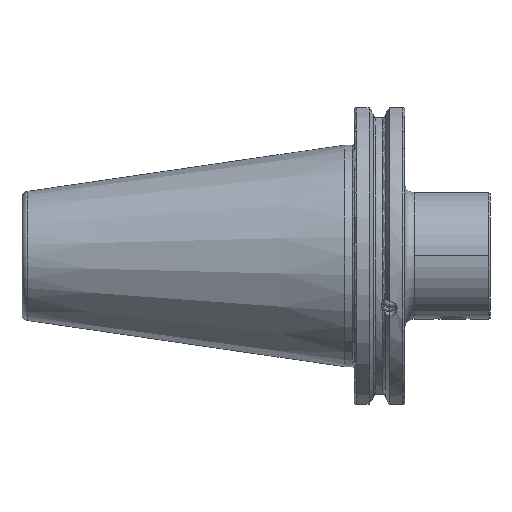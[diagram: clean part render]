
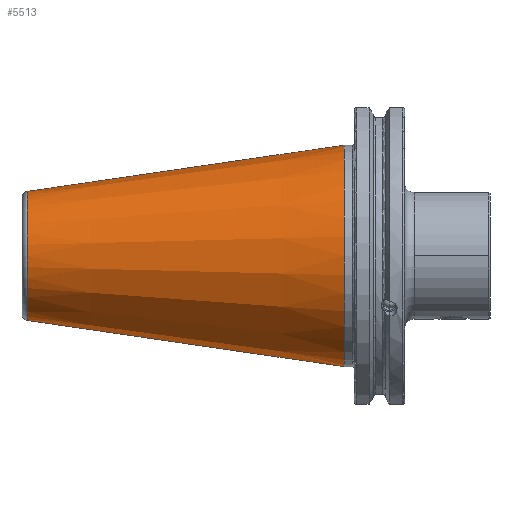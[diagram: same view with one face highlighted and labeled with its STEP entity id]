
A CAD part, front view. The second image highlights one B-rep face of the part: STEP entity #5513.
In plain terms, the highlighted conical face has half-angle 8.297 degrees and reference radius 34.925 mm.
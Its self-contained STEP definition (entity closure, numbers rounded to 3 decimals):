
#287 = EDGE_CURVE ( 'NONE', #2758, #7612, #4269, .T. ) ;
#742 = CARTESIAN_POINT ( 'NONE',  ( 0., 0., 34.925 ) ) ;
#1218 = CIRCLE ( 'NONE', #7577, 34.925 ) ;
#1775 = CARTESIAN_POINT ( 'NONE',  ( -99.889, 0., -20.358 ) ) ;
#1818 = FACE_OUTER_BOUND ( 'NONE', #7693, .T. ) ;
#1901 = ORIENTED_EDGE ( 'NONE', *, *, #4377, .T. ) ;
#1912 = LINE ( 'NONE', #742, #2008 ) ;
#2008 = VECTOR ( 'NONE', #5456, 1000. ) ;
#2509 = DIRECTION ( 'NONE',  ( 1., 0., 0. ) ) ;
#2579 = DIRECTION ( 'NONE',  ( -1., 0., 0. ) ) ;
#2745 = AXIS2_PLACEMENT_3D ( 'NONE', #4020, #2579, #6790 ) ;
#2750 = ORIENTED_EDGE ( 'NONE', *, *, #287, .T. ) ;
#2758 = VERTEX_POINT ( 'NONE', #1775 ) ;
#2992 = CIRCLE ( 'NONE', #2745, 20.358 ) ;
#3159 = AXIS2_PLACEMENT_3D ( 'NONE', #6159, #2509, #3196 ) ;
#3196 = DIRECTION ( 'NONE',  ( 0., 0., -1. ) ) ;
#3384 = EDGE_CURVE ( 'NONE', #2758, #5035, #2992, .T. ) ;
#3576 = DIRECTION ( 'NONE',  ( 0.99, 0., -0.144 ) ) ;
#3885 = CARTESIAN_POINT ( 'NONE',  ( 0., 0., 34.925 ) ) ;
#4005 = CARTESIAN_POINT ( 'NONE',  ( 0., 0., 0. ) ) ;
#4020 = CARTESIAN_POINT ( 'NONE',  ( -99.889, 0., 0. ) ) ;
#4269 = LINE ( 'NONE', #7283, #7791 ) ;
#4331 = VERTEX_POINT ( 'NONE', #3885 ) ;
#4377 = EDGE_CURVE ( 'NONE', #7612, #4331, #1218, .T. ) ;
#4701 = ORIENTED_EDGE ( 'NONE', *, *, #3384, .F. ) ;
#4819 = DIRECTION ( 'NONE',  ( 0., 0., 1. ) ) ;
#5035 = VERTEX_POINT ( 'NONE', #6293 ) ;
#5068 = EDGE_CURVE ( 'NONE', #5035, #4331, #1912, .T. ) ;
#5317 = CARTESIAN_POINT ( 'NONE',  ( 0., 0., -34.925 ) ) ;
#5380 = CONICAL_SURFACE ( 'NONE', #3159, 34.925, 0.145 ) ;
#5456 = DIRECTION ( 'NONE',  ( 0.99, 0., 0.144 ) ) ;
#5513 = ADVANCED_FACE ( 'NONE', ( #1818 ), #5380, .T. ) ;
#6159 = CARTESIAN_POINT ( 'NONE',  ( 0., 0., 0. ) ) ;
#6293 = CARTESIAN_POINT ( 'NONE',  ( -99.889, 0., 20.358 ) ) ;
#6648 = DIRECTION ( 'NONE',  ( -1., 0., 0. ) ) ;
#6790 = DIRECTION ( 'NONE',  ( 0., 0., 1. ) ) ;
#7283 = CARTESIAN_POINT ( 'NONE',  ( 0., 0., -34.925 ) ) ;
#7577 = AXIS2_PLACEMENT_3D ( 'NONE', #4005, #6648, #4819 ) ;
#7612 = VERTEX_POINT ( 'NONE', #5317 ) ;
#7693 = EDGE_LOOP ( 'NONE', ( #7958, #4701, #2750, #1901 ) ) ;
#7791 = VECTOR ( 'NONE', #3576, 1000. ) ;
#7958 = ORIENTED_EDGE ( 'NONE', *, *, #5068, .F. ) ;
